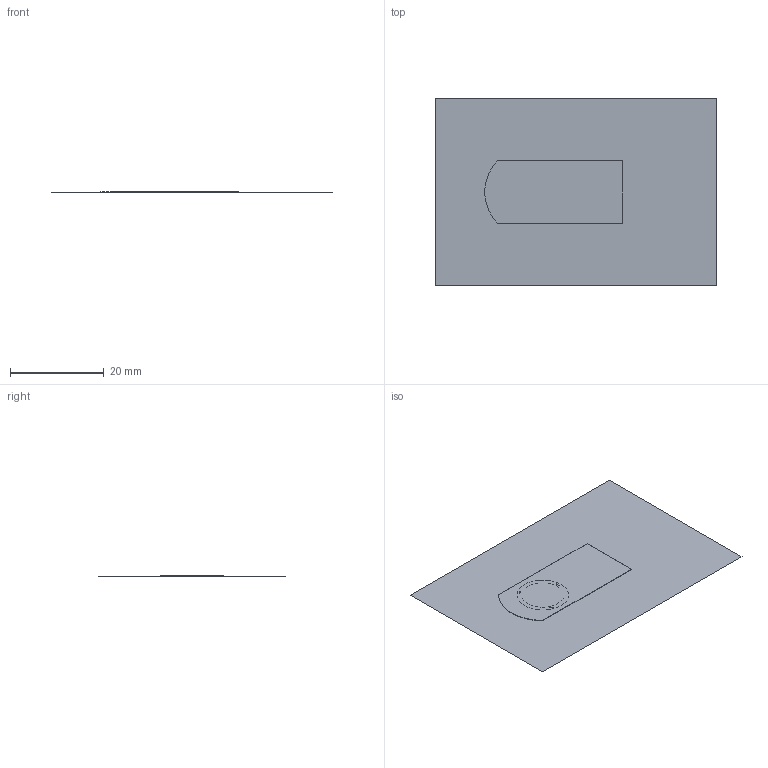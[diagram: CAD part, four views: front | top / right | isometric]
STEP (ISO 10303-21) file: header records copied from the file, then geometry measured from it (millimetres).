
FILE_DESCRIPTION(('HOOPS Exchange Step'),'2;1');
FILE_NAME('3e430685-a3f2-4eb8-a238-d80c542fd510.stp','2025-07-25T15:55:31+02:00',('Michał'),('Unknown organisation'),'HOOPS Exchange 2024.6','HOOPS Exchange','Unknown authorisation');
FILE_SCHEMA( ('AUTOMOTIVE_DESIGN { 1 0 10303 214 1 1 1 1 }') );
Length unit declared in the file: millimetre
Products named in the file (1): 3e430685-a3f2-4eb8-a238-d80c542fd510
Bounding box: 60 x 40 x 0.1 mm (x, y, z)
Volume: 38.1 mm3; surface area: 3169.7 mm2
Topology: 1 solids, 4 shells, 9 faces, 26 edges, 22 vertices
Faces by surface type: plane 8, cylinder 1
Entity records: 1238 total; most frequent: CARTESIAN_POINT 958, DIRECTION 49, ORIENTED_EDGE 38, EDGE_CURVE 26, VERTEX_POINT 22, VECTOR 17, LINE 17, AXIS2_PLACEMENT_3D 16
